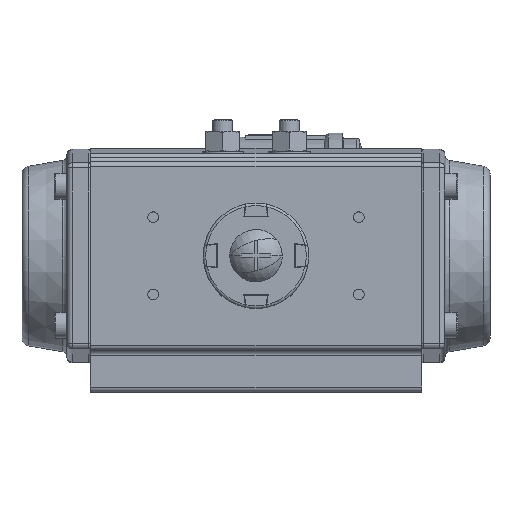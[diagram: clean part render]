
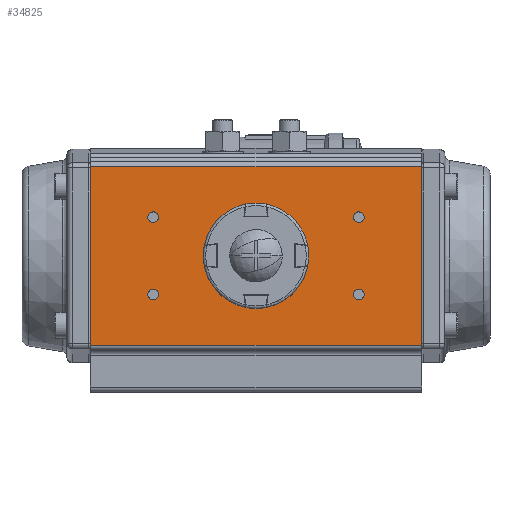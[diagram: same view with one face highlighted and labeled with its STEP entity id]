
A CAD part, top view. The second image highlights one B-rep face of the part: STEP entity #34825.
In plain terms, the highlighted planar face has unit normal (0, 0, 1).
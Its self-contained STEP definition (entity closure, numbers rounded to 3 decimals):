
#34686=CARTESIAN_POINT('',(-64.5,34.719,174.5));
#34687=DIRECTION('',(-0.,-0.,-1.));
#34688=DIRECTION('',(-0.,-1.,0.));
#34689=AXIS2_PLACEMENT_3D('',#34686,#34687,#34688);
#34690=PLANE('',#34689);
#34691=CARTESIAN_POINT('',(37.9,15.,174.5));
#34692=VERTEX_POINT('',#34691);
#34693=CARTESIAN_POINT('',(42.1,15.,174.5));
#34694=VERTEX_POINT('',#34693);
#34695=CARTESIAN_POINT('',(40.,15.,174.5));
#34696=DIRECTION('',(0.,-0.,1.));
#34697=DIRECTION('',(-1.,0.,0.));
#34698=AXIS2_PLACEMENT_3D('',#34695,#34696,#34697);
#34699=CIRCLE('',#34698,2.1);
#34700=EDGE_CURVE('NONE',#34692,#34694,#34699,.T.);
#34701=ORIENTED_EDGE('',*,*,#34700,.F.);
#34702=CARTESIAN_POINT('',(40.,15.,174.5));
#34703=DIRECTION('',(0.,-0.,1.));
#34704=DIRECTION('',(-1.,0.,0.));
#34705=AXIS2_PLACEMENT_3D('',#34702,#34703,#34704);
#34706=CIRCLE('',#34705,2.1);
#34707=EDGE_CURVE('NONE',#34694,#34692,#34706,.T.);
#34708=ORIENTED_EDGE('',*,*,#34707,.F.);
#34709=EDGE_LOOP('',(#34701,#34708));
#34710=FACE_BOUND('',#34709,.T.);
#34711=CARTESIAN_POINT('',(37.9,-15.,174.5));
#34712=VERTEX_POINT('',#34711);
#34713=CARTESIAN_POINT('',(42.1,-15.,174.5));
#34714=VERTEX_POINT('',#34713);
#34715=CARTESIAN_POINT('',(40.,-15.,174.5));
#34716=DIRECTION('',(0.,-0.,1.));
#34717=DIRECTION('',(-1.,0.,0.));
#34718=AXIS2_PLACEMENT_3D('',#34715,#34716,#34717);
#34719=CIRCLE('',#34718,2.1);
#34720=EDGE_CURVE('NONE',#34712,#34714,#34719,.T.);
#34721=ORIENTED_EDGE('',*,*,#34720,.F.);
#34722=CARTESIAN_POINT('',(40.,-15.,174.5));
#34723=DIRECTION('',(0.,-0.,1.));
#34724=DIRECTION('',(-1.,0.,0.));
#34725=AXIS2_PLACEMENT_3D('',#34722,#34723,#34724);
#34726=CIRCLE('',#34725,2.1);
#34727=EDGE_CURVE('NONE',#34714,#34712,#34726,.T.);
#34728=ORIENTED_EDGE('',*,*,#34727,.F.);
#34729=EDGE_LOOP('',(#34721,#34728));
#34730=FACE_BOUND('',#34729,.T.);
#34731=CARTESIAN_POINT('',(-42.1,-15.,174.5));
#34732=VERTEX_POINT('',#34731);
#34733=CARTESIAN_POINT('',(-37.9,-15.,174.5));
#34734=VERTEX_POINT('',#34733);
#34735=CARTESIAN_POINT('',(-40.,-15.,174.5));
#34736=DIRECTION('',(0.,-0.,1.));
#34737=DIRECTION('',(-1.,0.,0.));
#34738=AXIS2_PLACEMENT_3D('',#34735,#34736,#34737);
#34739=CIRCLE('',#34738,2.1);
#34740=EDGE_CURVE('NONE',#34732,#34734,#34739,.T.);
#34741=ORIENTED_EDGE('',*,*,#34740,.F.);
#34742=CARTESIAN_POINT('',(-40.,-15.,174.5));
#34743=DIRECTION('',(0.,-0.,1.));
#34744=DIRECTION('',(-1.,0.,0.));
#34745=AXIS2_PLACEMENT_3D('',#34742,#34743,#34744);
#34746=CIRCLE('',#34745,2.1);
#34747=EDGE_CURVE('NONE',#34734,#34732,#34746,.T.);
#34748=ORIENTED_EDGE('',*,*,#34747,.F.);
#34749=EDGE_LOOP('',(#34741,#34748));
#34750=FACE_BOUND('',#34749,.T.);
#34751=CARTESIAN_POINT('',(-42.1,15.,174.5));
#34752=VERTEX_POINT('',#34751);
#34753=CARTESIAN_POINT('',(-37.9,15.,174.5));
#34754=VERTEX_POINT('',#34753);
#34755=CARTESIAN_POINT('',(-40.,15.,174.5));
#34756=DIRECTION('',(0.,-0.,1.));
#34757=DIRECTION('',(-1.,0.,0.));
#34758=AXIS2_PLACEMENT_3D('',#34755,#34756,#34757);
#34759=CIRCLE('',#34758,2.1);
#34760=EDGE_CURVE('NONE',#34752,#34754,#34759,.T.);
#34761=ORIENTED_EDGE('',*,*,#34760,.F.);
#34762=CARTESIAN_POINT('',(-40.,15.,174.5));
#34763=DIRECTION('',(0.,-0.,1.));
#34764=DIRECTION('',(-1.,0.,0.));
#34765=AXIS2_PLACEMENT_3D('',#34762,#34763,#34764);
#34766=CIRCLE('',#34765,2.1);
#34767=EDGE_CURVE('NONE',#34754,#34752,#34766,.T.);
#34768=ORIENTED_EDGE('',*,*,#34767,.F.);
#34769=EDGE_LOOP('',(#34761,#34768));
#34770=FACE_BOUND('',#34769,.T.);
#34771=CARTESIAN_POINT('',(-64.243,-34.719,174.5));
#34772=VERTEX_POINT('',#34771);
#34773=CARTESIAN_POINT('',(64.243,-34.719,174.5));
#34774=VERTEX_POINT('',#34773);
#34775=CARTESIAN_POINT('',(-64.243,-34.719,174.5));
#34776=DIRECTION('',(1.,-0.,-0.));
#34777=VECTOR('',#34776,128.487);
#34778=LINE('',#34775,#34777);
#34779=EDGE_CURVE('',#34772,#34774,#34778,.T.);
#34780=ORIENTED_EDGE('',*,*,#34779,.T.);
#34781=CARTESIAN_POINT('',(64.243,34.719,174.5));
#34782=VERTEX_POINT('',#34781);
#34783=CARTESIAN_POINT('',(64.243,-34.719,174.5));
#34784=DIRECTION('',(0.,1.,-0.));
#34785=VECTOR('',#34784,69.438);
#34786=LINE('',#34783,#34785);
#34787=EDGE_CURVE('',#34774,#34782,#34786,.T.);
#34788=ORIENTED_EDGE('',*,*,#34787,.T.);
#34789=CARTESIAN_POINT('',(-64.243,34.719,174.5));
#34790=VERTEX_POINT('',#34789);
#34791=CARTESIAN_POINT('',(-64.243,34.719,174.5));
#34792=DIRECTION('',(1.,-0.,-0.));
#34793=VECTOR('',#34792,128.487);
#34794=LINE('',#34791,#34793);
#34795=EDGE_CURVE('',#34790,#34782,#34794,.T.);
#34796=ORIENTED_EDGE('',*,*,#34795,.F.);
#34797=CARTESIAN_POINT('',(-64.243,34.719,174.5));
#34798=DIRECTION('',(-0.,-1.,0.));
#34799=VECTOR('',#34798,69.438);
#34800=LINE('',#34797,#34799);
#34801=EDGE_CURVE('',#34790,#34772,#34800,.T.);
#34802=ORIENTED_EDGE('',*,*,#34801,.T.);
#34803=EDGE_LOOP('',(#34780,#34788,#34796,#34802));
#34804=FACE_BOUND('',#34803,.T.);
#34805=CARTESIAN_POINT('',(9.,0.,174.5));
#34806=VERTEX_POINT('',#34805);
#34807=CARTESIAN_POINT('',(-9.,0.,174.5));
#34808=VERTEX_POINT('',#34807);
#34809=CARTESIAN_POINT('',(0.,0.,174.5));
#34810=DIRECTION('',(-0.,-0.,-1.));
#34811=DIRECTION('',(-1.,0.,0.));
#34812=AXIS2_PLACEMENT_3D('',#34809,#34810,#34811);
#34813=CIRCLE('',#34812,9.);
#34814=EDGE_CURVE('',#34806,#34808,#34813,.T.);
#34815=ORIENTED_EDGE('',*,*,#34814,.T.);
#34816=CARTESIAN_POINT('',(0.,0.,174.5));
#34817=DIRECTION('',(-0.,-0.,-1.));
#34818=DIRECTION('',(-1.,0.,0.));
#34819=AXIS2_PLACEMENT_3D('',#34816,#34817,#34818);
#34820=CIRCLE('',#34819,9.);
#34821=EDGE_CURVE('',#34808,#34806,#34820,.T.);
#34822=ORIENTED_EDGE('',*,*,#34821,.T.);
#34823=EDGE_LOOP('',(#34815,#34822));
#34824=FACE_BOUND('',#34823,.T.);
#34825=ADVANCED_FACE('',(#34710,#34730,#34750,#34770,#34804,#34824),#34690,.F.);
